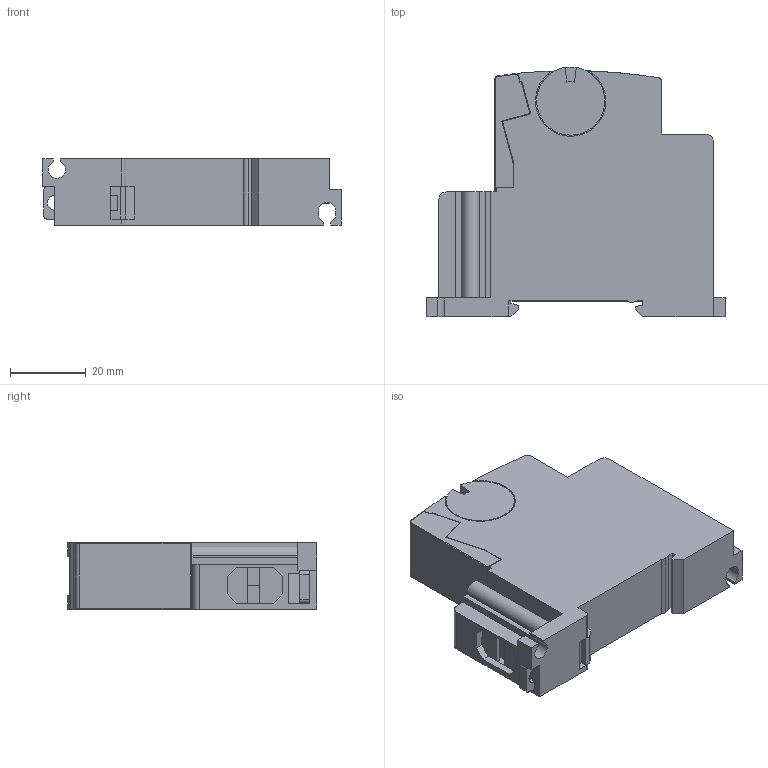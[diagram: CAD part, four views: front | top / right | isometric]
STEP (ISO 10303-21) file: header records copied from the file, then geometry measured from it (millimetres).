
FILE_DESCRIPTION (( 'STEP AP203' ), '1' );
FILE_NAME ('OUTSIDE-NC1V-1100.STEP', '2014-03-27T00:24:06', ( 'IDEC' ), ( '' ), 'SwSTEP 2.0', 'SolidWorks 2012', '' );
FILE_SCHEMA (( 'CONFIG_CONTROL_DESIGN' ));
Length unit declared in the file: millimetre
Products named in the file (4): OUTSIDE-NC1V-1100; OUTSIDE_NC1V-CLAW; OUTSIDE_NC1V-HANDLE1; OUTSIDE_NC1V-1100
Assembly tree (3 placements, depth 2):
  OUTSIDE-NC1V-1100
    OUTSIDE_NC1V-1100
    OUTSIDE_NC1V-HANDLE1
    OUTSIDE_NC1V-CLAW
Bounding box: 78.8 x 66 x 17.5 mm (x, y, z)
Volume: 60217.6 mm3; surface area: 18944.1 mm2
Topology: 3 solids, 3 shells, 409 faces, 1190 edges, 779 vertices
Faces by surface type: plane 316, cylinder 63, bspline 24, cone 6
Entity records: 14351 total; most frequent: CARTESIAN_POINT 3284, ORIENTED_EDGE 2376, DIRECTION 2030, EDGE_CURVE 1188, VECTOR 938, LINE 938, VERTEX_POINT 779, AXIS2_PLACEMENT_3D 546
